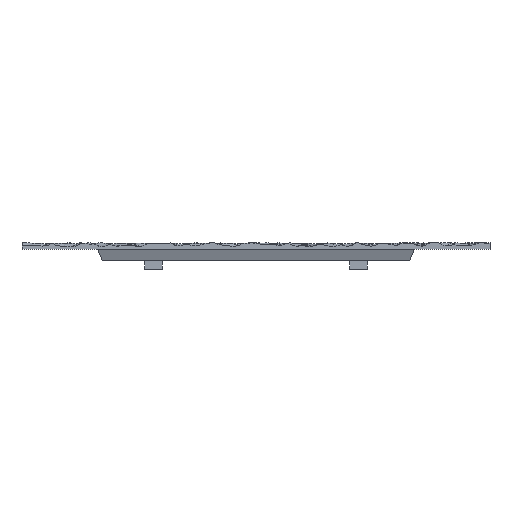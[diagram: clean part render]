
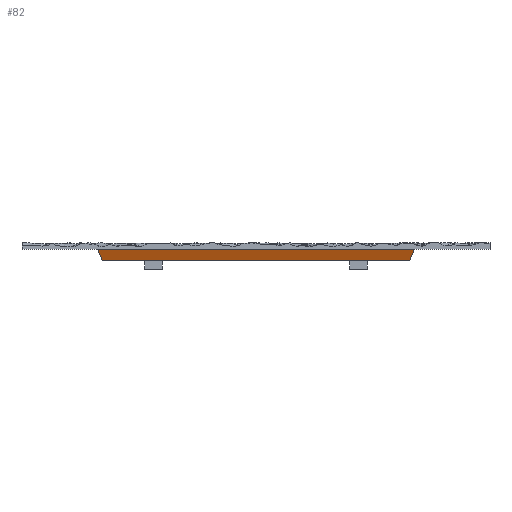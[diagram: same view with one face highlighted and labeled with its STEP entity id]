
A CAD part, front view. The second image highlights one B-rep face of the part: STEP entity #82.
In plain terms, the highlighted free-form (B-spline) face has degree [3, 1] with [10, 2] control points.
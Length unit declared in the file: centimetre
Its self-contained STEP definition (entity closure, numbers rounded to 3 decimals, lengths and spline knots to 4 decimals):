
#82=ADVANCED_FACE($,(#126),#575,.T.);
#126=FACE_OUTER_BOUND($,#178,.T.);
#178=EDGE_LOOP($,(#325,#326,#327,#328));
#325=ORIENTED_EDGE($,*,*,#460,.T.);
#326=ORIENTED_EDGE($,*,*,#468,.T.);
#327=ORIENTED_EDGE($,*,*,#467,.F.);
#328=ORIENTED_EDGE($,*,*,#465,.F.);
#460=EDGE_CURVE($,#542,#545,#650,.T.);
#465=EDGE_CURVE($,#542,#548,#655,.T.);
#467=EDGE_CURVE($,#548,#549,#657,.T.);
#468=EDGE_CURVE($,#545,#549,#658,.T.);
#542=VERTEX_POINT($,#38912);
#545=VERTEX_POINT($,#38915);
#548=VERTEX_POINT($,#38918);
#549=VERTEX_POINT($,#38919);
#575=B_SPLINE_SURFACE_WITH_KNOTS($,3,1,((#7042,#7043),(#7044,#7045),(#7046,
#7047),(#7048,#7049),(#7050,#7051),(#7052,#7053),(#7054,#7055),(#7056,#7057),
(#7058,#7059),(#7060,#7061)),.UNSPECIFIED.,.F.,.F.,.F.,(4,3,3,4),(2,2),(33.5,
34.5,103.5,104.5),(-6.1926,-3.5),.UNSPECIFIED.);
#650=B_SPLINE_CURVE_WITH_KNOTS($,1,(#4510,#4511),.UNSPECIFIED.,.F.,.F.,(2,
2),(18.,87.),.UNSPECIFIED.);
#655=B_SPLINE_CURVE_WITH_KNOTS($,3,(#4527,#4528,#4529,#4530,#4531,#4532,
#4533,#4534,#4535),.UNSPECIFIED.,.F.,.F.,(4,1,1,1,1,1,4),(0.,0.7181,
1.0771,1.4361,1.7952,2.1542,2.8723),
.UNSPECIFIED.);
#657=B_SPLINE_CURVE_WITH_KNOTS($,3,(#4538,#4539,#4540,#4541,#4542,#4543,
#4544,#4545,#4546,#4547),.UNSPECIFIED.,.F.,.F.,(4,3,3,4),(33.5,
34.5,103.5,104.5),.UNSPECIFIED.);
#658=B_SPLINE_CURVE_WITH_KNOTS($,3,(#4548,#4549,#4550,#4551,#4552,#4553,
#4554,#4555,#4556),.UNSPECIFIED.,.F.,.F.,(4,1,1,1,1,1,4),(0.,0.7181,
1.0771,1.4361,1.7952,2.1542,2.8723),
.UNSPECIFIED.);
#4510=CARTESIAN_POINT($,(18.,18.,2.));
#4511=CARTESIAN_POINT($,(87.,18.,2.));
#4527=CARTESIAN_POINT($,(18.,18.,2.));
#4528=CARTESIAN_POINT($,(17.9167,17.9167,2.2083));
#4529=CARTESIAN_POINT($,(17.7917,17.7917,2.5208));
#4530=CARTESIAN_POINT($,(17.625,17.625,2.9375));
#4531=CARTESIAN_POINT($,(17.5,17.5,3.25));
#4532=CARTESIAN_POINT($,(17.375,17.375,3.5625));
#4533=CARTESIAN_POINT($,(17.2083,17.2083,3.9792));
#4534=CARTESIAN_POINT($,(17.0833,17.0833,4.2917));
#4535=CARTESIAN_POINT($,(17.,17.,4.5));
#4538=CARTESIAN_POINT($,(17.,17.,4.5));
#4539=CARTESIAN_POINT($,(17.3333,17.,4.5));
#4540=CARTESIAN_POINT($,(17.6667,17.,4.5));
#4541=CARTESIAN_POINT($,(18.,17.,4.5));
#4542=CARTESIAN_POINT($,(41.0007,17.,4.5));
#4543=CARTESIAN_POINT($,(63.9998,17.,4.5));
#4544=CARTESIAN_POINT($,(87.,17.,4.5));
#4545=CARTESIAN_POINT($,(87.3333,17.,4.5));
#4546=CARTESIAN_POINT($,(87.6667,17.,4.5));
#4547=CARTESIAN_POINT($,(88.,17.,4.5));
#4548=CARTESIAN_POINT($,(87.,18.,2.));
#4549=CARTESIAN_POINT($,(87.0833,17.9167,2.2083));
#4550=CARTESIAN_POINT($,(87.2083,17.7917,2.5208));
#4551=CARTESIAN_POINT($,(87.375,17.625,2.9375));
#4552=CARTESIAN_POINT($,(87.5,17.5,3.25));
#4553=CARTESIAN_POINT($,(87.625,17.375,3.5625));
#4554=CARTESIAN_POINT($,(87.7917,17.2083,3.9792));
#4555=CARTESIAN_POINT($,(87.9167,17.0833,4.2917));
#4556=CARTESIAN_POINT($,(88.,17.,4.5));
#7042=CARTESIAN_POINT($,(17.,18.,2.));
#7043=CARTESIAN_POINT($,(17.,17.,4.5));
#7044=CARTESIAN_POINT($,(17.3333,18.,2.));
#7045=CARTESIAN_POINT($,(17.3333,17.,4.5));
#7046=CARTESIAN_POINT($,(17.6667,18.,2.));
#7047=CARTESIAN_POINT($,(17.6667,17.,4.5));
#7048=CARTESIAN_POINT($,(18.,18.,2.));
#7049=CARTESIAN_POINT($,(18.,17.,4.5));
#7050=CARTESIAN_POINT($,(41.0007,18.,2.));
#7051=CARTESIAN_POINT($,(41.0007,17.,4.5));
#7052=CARTESIAN_POINT($,(63.9998,18.,2.));
#7053=CARTESIAN_POINT($,(63.9998,17.,4.5));
#7054=CARTESIAN_POINT($,(87.,18.,2.));
#7055=CARTESIAN_POINT($,(87.,17.,4.5));
#7056=CARTESIAN_POINT($,(87.3333,18.,2.));
#7057=CARTESIAN_POINT($,(87.3333,17.,4.5));
#7058=CARTESIAN_POINT($,(87.6667,18.,2.));
#7059=CARTESIAN_POINT($,(87.6667,17.,4.5));
#7060=CARTESIAN_POINT($,(88.,18.,2.));
#7061=CARTESIAN_POINT($,(88.,17.,4.5));
#38912=CARTESIAN_POINT($,(18.,18.,2.));
#38915=CARTESIAN_POINT($,(87.,18.,2.));
#38918=CARTESIAN_POINT($,(17.,17.,4.5));
#38919=CARTESIAN_POINT($,(88.,17.,4.5));
